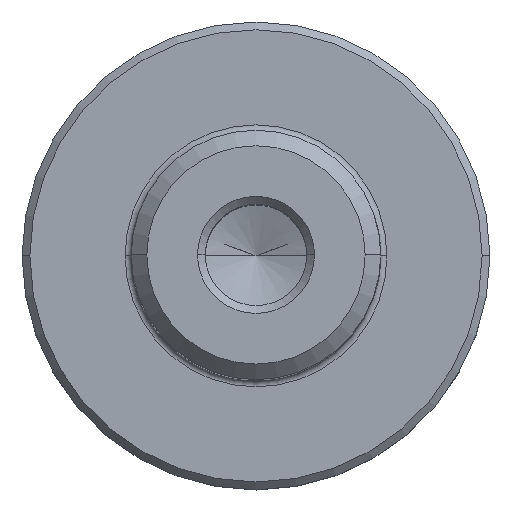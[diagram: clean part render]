
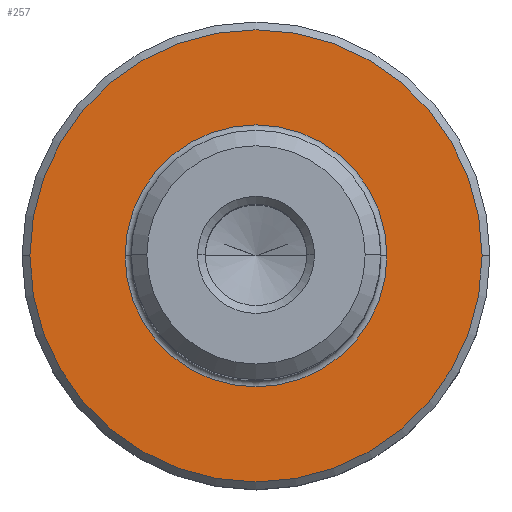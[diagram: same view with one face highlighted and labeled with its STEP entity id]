
A CAD part, top view. The second image highlights one B-rep face of the part: STEP entity #257.
In plain terms, the highlighted planar face has unit normal (0, 0, 1).
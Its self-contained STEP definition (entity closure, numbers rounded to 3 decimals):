
#257=ADVANCED_FACE('',(#305,#306),#285,.T.);
#285=PLANE('',#862);
#305=FACE_BOUND('',#330,.T.);
#306=FACE_BOUND('',#331,.T.);
#330=EDGE_LOOP('',(#473,#474));
#331=EDGE_LOOP('',(#475,#476));
#473=ORIENTED_EDGE('',*,*,#716,.F.);
#474=ORIENTED_EDGE('',*,*,#717,.F.);
#475=ORIENTED_EDGE('',*,*,#715,.F.);
#476=ORIENTED_EDGE('',*,*,#718,.F.);
#623=VERTEX_POINT('',#1797);
#624=VERTEX_POINT('',#1799);
#625=VERTEX_POINT('',#1803);
#626=VERTEX_POINT('',#1804);
#715=EDGE_CURVE('',#624,#623,#785,.T.);
#716=EDGE_CURVE('',#625,#626,#786,.T.);
#717=EDGE_CURVE('',#626,#625,#787,.T.);
#718=EDGE_CURVE('',#623,#624,#788,.T.);
#785=CIRCLE('',#857,8.4);
#786=CIRCLE('',#859,14.5);
#787=CIRCLE('',#860,14.5);
#788=CIRCLE('',#861,8.4);
#857=AXIS2_PLACEMENT_3D('',#1800,#993,#994);
#859=AXIS2_PLACEMENT_3D('',#1802,#997,#998);
#860=AXIS2_PLACEMENT_3D('',#1805,#999,#1000);
#861=AXIS2_PLACEMENT_3D('',#1806,#1001,#1002);
#862=AXIS2_PLACEMENT_3D('',#1807,#1003,#1004);
#993=DIRECTION('',(0.,0.,1.));
#994=DIRECTION('',(1.,0.,0.));
#997=DIRECTION('',(0.,0.,-1.));
#998=DIRECTION('',(1.,0.,0.));
#999=DIRECTION('',(0.,0.,-1.));
#1000=DIRECTION('',(-1.,0.,0.));
#1001=DIRECTION('',(0.,0.,1.));
#1002=DIRECTION('',(-1.,0.,0.));
#1003=DIRECTION('',(0.,0.,1.));
#1004=DIRECTION('',(1.,0.,0.));
#1797=CARTESIAN_POINT('',(-8.4,0.,9.));
#1799=CARTESIAN_POINT('',(8.4,0.,9.));
#1800=CARTESIAN_POINT('',(0.,0.,9.));
#1802=CARTESIAN_POINT('',(0.,0.,9.));
#1803=CARTESIAN_POINT('',(14.5,0.,9.));
#1804=CARTESIAN_POINT('',(-14.5,0.,9.));
#1805=CARTESIAN_POINT('',(0.,0.,9.));
#1806=CARTESIAN_POINT('',(0.,0.,9.));
#1807=CARTESIAN_POINT('',(0.,0.,9.));
